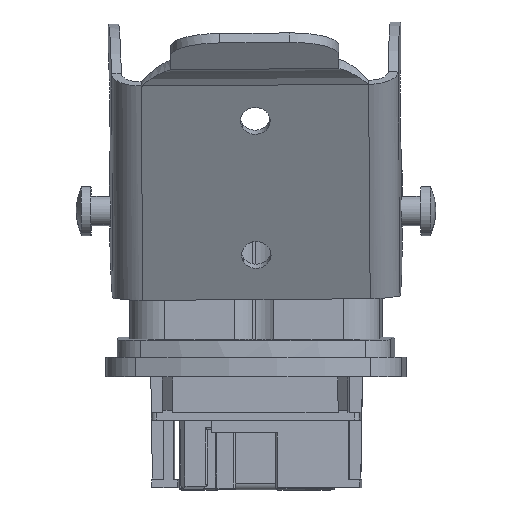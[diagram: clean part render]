
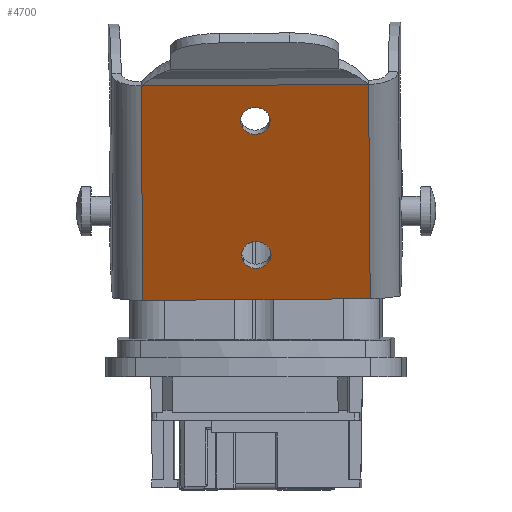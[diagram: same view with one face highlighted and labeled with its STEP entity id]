
A CAD part, front view. The second image highlights one B-rep face of the part: STEP entity #4700.
In plain terms, the highlighted planar face has unit normal (0.003, -0.906, -0.423).
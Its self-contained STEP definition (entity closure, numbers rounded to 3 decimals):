
#4524=AXIS2_PLACEMENT_3D('Circle Axis2P3D',#4522,#4523,$) ;
#4617=AXIS2_PLACEMENT_3D('Circle Axis2P3D',#4615,#4616,$) ;
#4630=AXIS2_PLACEMENT_3D('Plane Axis2P3D',#4627,#4628,#4629) ;
#4517=CARTESIAN_POINT('Vertex',(19.589,19.664,24.516)) ;
#4522=CARTESIAN_POINT('Axis2P3D Location',(18.278,19.968,23.854)) ;
#4526=CARTESIAN_POINT('Vertex',(16.966,20.272,23.193)) ;
#4615=CARTESIAN_POINT('Axis2P3D Location',(18.278,19.968,23.854)) ;
#4627=CARTESIAN_POINT('Axis2P3D Location',(31.719,17.01,30.298)) ;
#4632=CARTESIAN_POINT('Line Origine',(24.888,11.939,41.124)) ;
#4636=CARTESIAN_POINT('Vertex',(6.601,11.939,40.989)) ;
#4638=CARTESIAN_POINT('Vertex',(29.674,11.939,41.159)) ;
#4641=CARTESIAN_POINT('Line Origine',(6.681,17.01,30.113)) ;
#4645=CARTESIAN_POINT('Vertex',(6.762,22.081,19.237)) ;
#4648=CARTESIAN_POINT('Line Origine',(25.049,22.081,19.372)) ;
#4652=CARTESIAN_POINT('Vertex',(29.834,22.081,19.408)) ;
#4655=CARTESIAN_POINT('Line Origine',(29.754,17.01,30.283)) ;
#4671=CARTESIAN_POINT('Control Point',(16.866,13.933,36.787)) ;
#4672=CARTESIAN_POINT('Control Point',(17.095,14.108,36.414)) ;
#4673=CARTESIAN_POINT('Control Point',(17.485,14.245,36.123)) ;
#4674=CARTESIAN_POINT('Control Point',(17.992,14.308,35.992)) ;
#4675=CARTESIAN_POINT('Control Point',(18.995,14.254,36.114)) ;
#4676=CARTESIAN_POINT('Control Point',(19.64,13.926,36.823)) ;
#4677=CARTESIAN_POINT('Control Point',(19.785,13.713,37.282)) ;
#4678=CARTESIAN_POINT('Control Point',(19.718,13.5,37.737)) ;
#4679=CARTESIAN_POINT('Control Point',(19.489,13.326,38.11)) ;
#4680=CARTESIAN_POINT('Vertex',(16.866,13.933,36.787)) ;
#4682=CARTESIAN_POINT('Vertex',(19.489,13.326,38.11)) ;
#4686=CARTESIAN_POINT('Control Point',(19.489,13.326,38.11)) ;
#4687=CARTESIAN_POINT('Control Point',(19.26,13.151,38.483)) ;
#4688=CARTESIAN_POINT('Control Point',(18.87,13.014,38.775)) ;
#4689=CARTESIAN_POINT('Control Point',(18.363,12.951,38.906)) ;
#4690=CARTESIAN_POINT('Control Point',(17.36,13.005,38.783)) ;
#4691=CARTESIAN_POINT('Control Point',(16.715,13.333,38.074)) ;
#4692=CARTESIAN_POINT('Control Point',(16.57,13.546,37.615)) ;
#4693=CARTESIAN_POINT('Control Point',(16.637,13.759,37.16)) ;
#4694=CARTESIAN_POINT('Control Point',(16.866,13.933,36.787)) ;
#4523=DIRECTION('Axis2P3D Direction',(0.003,-0.906,-0.423)) ;
#4616=DIRECTION('Axis2P3D Direction',(0.003,-0.906,-0.423)) ;
#4628=DIRECTION('Axis2P3D Direction',(0.003,-0.906,-0.423)) ;
#4629=DIRECTION('Axis2P3D XDirection',(-0.007,-0.423,0.906)) ;
#4633=DIRECTION('Vector Direction',(-1.,0.,-0.007)) ;
#4642=DIRECTION('Vector Direction',(-0.007,-0.423,0.906)) ;
#4649=DIRECTION('Vector Direction',(-1.,0.,-0.007)) ;
#4656=DIRECTION('Vector Direction',(-0.007,-0.423,0.906)) ;
#4634=VECTOR('Line Direction',#4633,1.) ;
#4643=VECTOR('Line Direction',#4642,1.) ;
#4650=VECTOR('Line Direction',#4649,1.) ;
#4657=VECTOR('Line Direction',#4656,1.) ;
#4661=ORIENTED_EDGE('',*,*,#4640,.F.) ;
#4662=ORIENTED_EDGE('',*,*,#4647,.F.) ;
#4663=ORIENTED_EDGE('',*,*,#4654,.T.) ;
#4664=ORIENTED_EDGE('',*,*,#4659,.T.) ;
#4667=ORIENTED_EDGE('',*,*,#4619,.F.) ;
#4668=ORIENTED_EDGE('',*,*,#4528,.F.) ;
#4697=ORIENTED_EDGE('',*,*,#4684,.F.) ;
#4698=ORIENTED_EDGE('',*,*,#4695,.F.) ;
#4669=FACE_BOUND('',#4666,.T.) ;
#4699=FACE_BOUND('',#4696,.T.) ;
#4700=ADVANCED_FACE('350_WI_V05_KOMP.1\\FH_MT_V05_IE3.1\\HDC 04A VRBUE .1\\Hauptk\X2\00F6\X0\rper',(#4665,#4669,#4699),#4631,.T.) ;
#4670=B_SPLINE_CURVE_WITH_KNOTS('',5,(#4671,#4672,#4673,#4674,#4675,#4676,#4677,#4678,#4679),.UNSPECIFIED.,.F.,.U.,(6,3,6),(3.106,5.462,7.819),.UNSPECIFIED.) ;
#4685=B_SPLINE_CURVE_WITH_KNOTS('',5,(#4686,#4687,#4688,#4689,#4690,#4691,#4692,#4693,#4694),.UNSPECIFIED.,.F.,.U.,(6,3,6),(7.819,10.175,12.531),.UNSPECIFIED.) ;
#4525=CIRCLE('generated circle',#4524,1.5) ;
#4618=CIRCLE('generated circle',#4617,1.5) ;
#4528=EDGE_CURVE('',#4518,#4527,#4525,.T.) ;
#4619=EDGE_CURVE('',#4527,#4518,#4618,.T.) ;
#4640=EDGE_CURVE('',#4637,#4639,#4635,.F.) ;
#4647=EDGE_CURVE('',#4646,#4637,#4644,.T.) ;
#4654=EDGE_CURVE('',#4646,#4653,#4651,.F.) ;
#4659=EDGE_CURVE('',#4653,#4639,#4658,.T.) ;
#4684=EDGE_CURVE('',#4681,#4683,#4670,.T.) ;
#4695=EDGE_CURVE('',#4683,#4681,#4685,.T.) ;
#4660=EDGE_LOOP('',(#4661,#4662,#4663,#4664)) ;
#4666=EDGE_LOOP('',(#4667,#4668)) ;
#4696=EDGE_LOOP('',(#4697,#4698)) ;
#4665=FACE_OUTER_BOUND('',#4660,.T.) ;
#4635=LINE('Line',#4632,#4634) ;
#4644=LINE('Line',#4641,#4643) ;
#4651=LINE('Line',#4648,#4650) ;
#4658=LINE('Line',#4655,#4657) ;
#4631=PLANE('',#4630) ;
#4518=VERTEX_POINT('',#4517) ;
#4527=VERTEX_POINT('',#4526) ;
#4637=VERTEX_POINT('',#4636) ;
#4639=VERTEX_POINT('',#4638) ;
#4646=VERTEX_POINT('',#4645) ;
#4653=VERTEX_POINT('',#4652) ;
#4681=VERTEX_POINT('',#4680) ;
#4683=VERTEX_POINT('',#4682) ;
